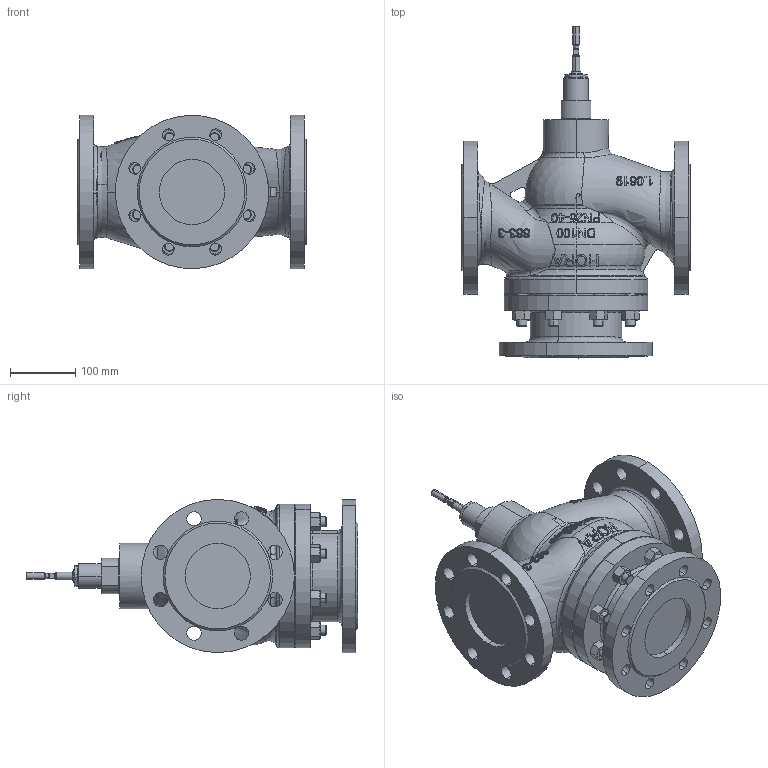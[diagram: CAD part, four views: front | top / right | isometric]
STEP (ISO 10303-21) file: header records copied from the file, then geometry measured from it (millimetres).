
FILE_DESCRIPTION (( 'STEP AP203' ), '1' );
FILE_NAME ('BR340S DN100 XXX PN25-40 for MC_STEP (Defeature).STEP', '2015-03-10T12:47:00', ( 'HORA' ), ( 'Holter Regelamaturen GmbH & Co. KG' ), 'SwSTEP 2.0', 'SolidWorks 2014', '' );
FILE_SCHEMA (( 'CONFIG_CONTROL_DESIGN' ));
Products named in the file (1): BR340S DN100 XXX PN25-40 for MC_STEP (Defeature)
Bounding box: 350 x 509 x 235 mm (x, y, z)
Volume: 12373558.8 mm3; surface area: 624981.7 mm2
Topology: 1 solids, 1 shells, 856 faces, 2240 edges, 1435 vertices
Faces by surface type: bspline 246, plane 242, cone 143, cylinder 134, torus 89, sphere 2
Entity records: 179103 total; most frequent: CARTESIAN_POINT 160052, ORIENTED_EDGE 4462, DIRECTION 3139, EDGE_CURVE 2231, VERTEX_POINT 1431, AXIS2_PLACEMENT_3D 1291, B_SPLINE_CURVE_WITH_KNOTS 992, EDGE_LOOP 976
